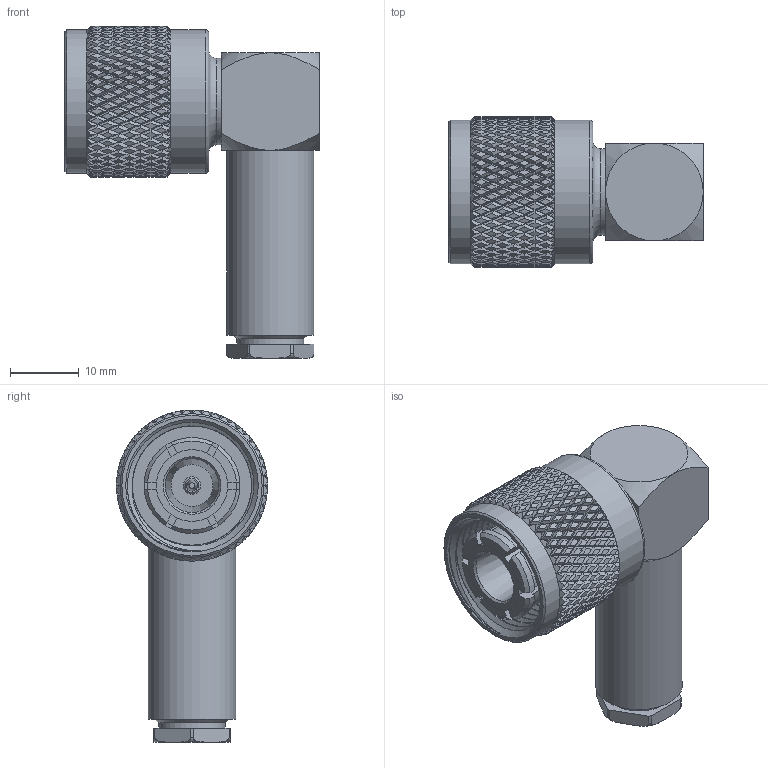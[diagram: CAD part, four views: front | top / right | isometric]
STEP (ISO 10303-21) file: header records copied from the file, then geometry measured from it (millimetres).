
FILE_DESCRIPTION (( 'STEP AP203' ), '1' );
FILE_NAME ('PE4480_3D.step', '2021-04-22T19:04:59', ( '' ), ( '' ), 'SwSTEP 2.0', 'SolidWorks 2020', '' );
FILE_SCHEMA (( 'CONFIG_CONTROL_DESIGN' ));
Length unit declared in the file: inch
Products named in the file (1): PE4480_3D
Bounding box: 37.04 x 22 x 48.34 mm (x, y, z)
Volume: 11592.8 mm3; surface area: 7584.8 mm2
Topology: 1 solids, 1 shells, 2278 faces, 4844 edges, 2580 vertices
Faces by surface type: bspline 1731, cylinder 461, plane 54, cone 23, torus 9
Full cylindrical faces by diameter (mm): 1.593 x1, 2.54 x1, 6.35 x1, 9.75 x1, 12.626 x1, 12.7 x1, 12.954 x1, 13.97 x1, 20.923 x2
Entity records: 99061 total; most frequent: CARTESIAN_POINT 69504, ORIENTED_EDGE 9632, EDGE_CURVE 4816, VERTEX_POINT 2574, EDGE_LOOP 2312, FACE_OUTER_BOUND 2291, ADVANCED_FACE 2278, B_SPLINE_CURVE_WITH_KNOTS 2063
